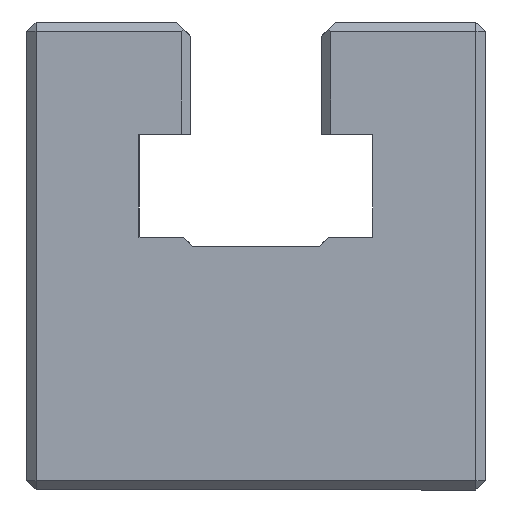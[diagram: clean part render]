
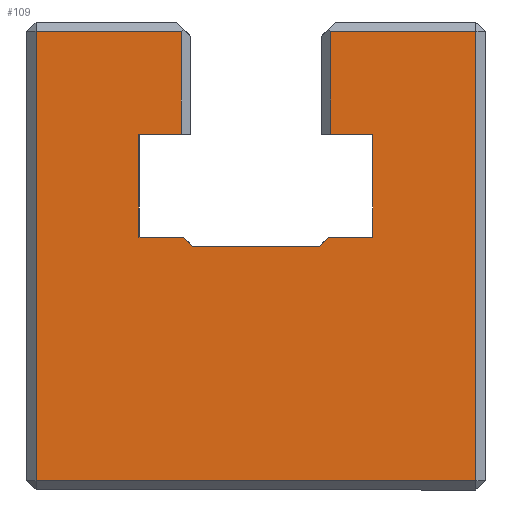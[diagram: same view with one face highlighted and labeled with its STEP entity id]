
A CAD part, left-side view. The second image highlights one B-rep face of the part: STEP entity #109.
In plain terms, the highlighted planar face has unit normal (-1, 0, 0).
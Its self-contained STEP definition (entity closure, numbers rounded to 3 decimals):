
#109 = ADVANCED_FACE( '', ( #228 ), #229, .F. );
#228 = FACE_OUTER_BOUND( '', #396, .T. );
#229 = PLANE( '', #397 );
#396 = EDGE_LOOP( '', ( #749, #750, #751, #752, #753, #754, #755, #756, #757, #758, #759, #760, #761, #762, #763, #764 ) );
#397 = AXIS2_PLACEMENT_3D( '', #765, #766, #767 );
#749 = ORIENTED_EDGE( '', *, *, #1221, .T. );
#750 = ORIENTED_EDGE( '', *, *, #1182, .T. );
#751 = ORIENTED_EDGE( '', *, *, #1222, .T. );
#752 = ORIENTED_EDGE( '', *, *, #1223, .T. );
#753 = ORIENTED_EDGE( '', *, *, #1224, .T. );
#754 = ORIENTED_EDGE( '', *, *, #1225, .T. );
#755 = ORIENTED_EDGE( '', *, *, #1226, .T. );
#756 = ORIENTED_EDGE( '', *, *, #1227, .T. );
#757 = ORIENTED_EDGE( '', *, *, #1228, .T. );
#758 = ORIENTED_EDGE( '', *, *, #1229, .T. );
#759 = ORIENTED_EDGE( '', *, *, #1142, .T. );
#760 = ORIENTED_EDGE( '', *, *, #1230, .T. );
#761 = ORIENTED_EDGE( '', *, *, #1200, .T. );
#762 = ORIENTED_EDGE( '', *, *, #1189, .T. );
#763 = ORIENTED_EDGE( '', *, *, #1205, .T. );
#764 = ORIENTED_EDGE( '', *, *, #1210, .T. );
#765 = CARTESIAN_POINT( '', ( -99.5, -24.5, 0. ) );
#766 = DIRECTION( '', ( 1., 0., 0. ) );
#767 = DIRECTION( '', ( 0., 1., 0. ) );
#1142 = EDGE_CURVE( '', #1368, #1366, #1369, .T. );
#1182 = EDGE_CURVE( '', #1435, #1438, #1440, .T. );
#1189 = EDGE_CURVE( '', #1454, #1452, #1455, .T. );
#1200 = EDGE_CURVE( '', #1473, #1454, #1474, .T. );
#1205 = EDGE_CURVE( '', #1452, #1479, #1481, .T. );
#1210 = EDGE_CURVE( '', #1479, #1488, #1489, .T. );
#1221 = EDGE_CURVE( '', #1488, #1435, #1504, .T. );
#1222 = EDGE_CURVE( '', #1438, #1505, #1506, .T. );
#1223 = EDGE_CURVE( '', #1505, #1507, #1508, .T. );
#1224 = EDGE_CURVE( '', #1507, #1509, #1510, .T. );
#1225 = EDGE_CURVE( '', #1509, #1511, #1512, .T. );
#1226 = EDGE_CURVE( '', #1511, #1513, #1514, .T. );
#1227 = EDGE_CURVE( '', #1513, #1515, #1516, .T. );
#1228 = EDGE_CURVE( '', #1515, #1517, #1518, .T. );
#1229 = EDGE_CURVE( '', #1517, #1368, #1519, .T. );
#1230 = EDGE_CURVE( '', #1366, #1473, #1520, .T. );
#1366 = VERTEX_POINT( '', #1709 );
#1368 = VERTEX_POINT( '', #1712 );
#1369 = LINE( '', #1713, #1714 );
#1435 = VERTEX_POINT( '', #1810 );
#1438 = VERTEX_POINT( '', #1815 );
#1440 = LINE( '', #1818, #1819 );
#1452 = VERTEX_POINT( '', #1833 );
#1454 = VERTEX_POINT( '', #1836 );
#1455 = LINE( '', #1837, #1838 );
#1473 = VERTEX_POINT( '', #1865 );
#1474 = LINE( '', #1866, #1867 );
#1479 = VERTEX_POINT( '', #1874 );
#1481 = LINE( '', #1877, #1878 );
#1488 = VERTEX_POINT( '', #1887 );
#1489 = LINE( '', #1888, #1889 );
#1504 = LINE( '', #1908, #1909 );
#1505 = VERTEX_POINT( '', #1910 );
#1506 = LINE( '', #1911, #1912 );
#1507 = VERTEX_POINT( '', #1913 );
#1508 = LINE( '', #1914, #1915 );
#1509 = VERTEX_POINT( '', #1916 );
#1510 = LINE( '', #1917, #1918 );
#1511 = VERTEX_POINT( '', #1919 );
#1512 = LINE( '', #1920, #1921 );
#1513 = VERTEX_POINT( '', #1922 );
#1514 = LINE( '', #1923, #1924 );
#1515 = VERTEX_POINT( '', #1925 );
#1516 = LINE( '', #1926, #1927 );
#1517 = VERTEX_POINT( '', #1928 );
#1518 = LINE( '', #1929, #1930 );
#1519 = LINE( '', #1931, #1932 );
#1520 = LINE( '', #1933, #1934 );
#1709 = CARTESIAN_POINT( '', ( -99.5, -7.75, 27. ) );
#1712 = CARTESIAN_POINT( '', ( -99.5, -12.5, 27. ) );
#1713 = CARTESIAN_POINT( '', ( -99.5, -12.5, 27. ) );
#1714 = VECTOR( '', #2143, 1000. );
#1810 = CARTESIAN_POINT( '', ( -99.5, 8., 38. ) );
#1815 = CARTESIAN_POINT( '', ( -99.5, 8., 49. ) );
#1818 = CARTESIAN_POINT( '', ( -99.5, 8., 48.5 ) );
#1819 = VECTOR( '', #2204, 1000. );
#1833 = CARTESIAN_POINT( '', ( -99.5, 7.75, 27. ) );
#1836 = CARTESIAN_POINT( '', ( -99.5, 6.75, 26. ) );
#1837 = CARTESIAN_POINT( '', ( -99.5, 7.75, 27. ) );
#1838 = VECTOR( '', #2217, 1000. );
#1865 = CARTESIAN_POINT( '', ( -99.5, -6.75, 26. ) );
#1866 = CARTESIAN_POINT( '', ( -99.5, -6.75, 26. ) );
#1867 = VECTOR( '', #2230, 1000. );
#1874 = CARTESIAN_POINT( '', ( -99.5, 12.5, 27. ) );
#1877 = CARTESIAN_POINT( '', ( -99.5, 7.75, 27. ) );
#1878 = VECTOR( '', #2237, 1000. );
#1887 = CARTESIAN_POINT( '', ( -99.5, 12.5, 38. ) );
#1888 = CARTESIAN_POINT( '', ( -99.5, 12.5, 27. ) );
#1889 = VECTOR( '', #2246, 1000. );
#1908 = CARTESIAN_POINT( '', ( -99.5, 12.5, 38. ) );
#1909 = VECTOR( '', #2269, 1000. );
#1910 = CARTESIAN_POINT( '', ( -99.5, 23.5, 49. ) );
#1911 = CARTESIAN_POINT( '', ( -99.5, -24.5, 49. ) );
#1912 = VECTOR( '', #2270, 1000. );
#1913 = CARTESIAN_POINT( '', ( -99.5, 23.5, 1. ) );
#1914 = CARTESIAN_POINT( '', ( -99.5, 23.5, 0. ) );
#1915 = VECTOR( '', #2271, 1000. );
#1916 = CARTESIAN_POINT( '', ( -99.5, -23.5, 1. ) );
#1917 = CARTESIAN_POINT( '', ( -99.5, -24.5, 1. ) );
#1918 = VECTOR( '', #2272, 1000. );
#1919 = CARTESIAN_POINT( '', ( -99.5, -23.5, 49. ) );
#1920 = CARTESIAN_POINT( '', ( -99.5, -23.5, 0. ) );
#1921 = VECTOR( '', #2273, 1000. );
#1922 = CARTESIAN_POINT( '', ( -99.5, -8., 49. ) );
#1923 = CARTESIAN_POINT( '', ( -99.5, -24.5, 49. ) );
#1924 = VECTOR( '', #2274, 1000. );
#1925 = CARTESIAN_POINT( '', ( -99.5, -8., 38. ) );
#1926 = CARTESIAN_POINT( '', ( -99.5, -8., 38. ) );
#1927 = VECTOR( '', #2275, 1000. );
#1928 = CARTESIAN_POINT( '', ( -99.5, -12.5, 38. ) );
#1929 = CARTESIAN_POINT( '', ( -99.5, -7., 38. ) );
#1930 = VECTOR( '', #2276, 1000. );
#1931 = CARTESIAN_POINT( '', ( -99.5, -12.5, 38. ) );
#1932 = VECTOR( '', #2277, 1000. );
#1933 = CARTESIAN_POINT( '', ( -99.5, -7.75, 27. ) );
#1934 = VECTOR( '', #2278, 1000. );
#2143 = DIRECTION( '', ( 0., 1., 0. ) );
#2204 = DIRECTION( '', ( 0., 0., 1. ) );
#2217 = DIRECTION( '', ( 0., 0.707, 0.707 ) );
#2230 = DIRECTION( '', ( 0., 1., 0. ) );
#2237 = DIRECTION( '', ( 0., 1., 0. ) );
#2246 = DIRECTION( '', ( 0., 0., 1. ) );
#2269 = DIRECTION( '', ( 0., -1., 0. ) );
#2270 = DIRECTION( '', ( 0., 1., 0. ) );
#2271 = DIRECTION( '', ( 0., 0., -1. ) );
#2272 = DIRECTION( '', ( 0., -1., 0. ) );
#2273 = DIRECTION( '', ( 0., 0., 1. ) );
#2274 = DIRECTION( '', ( 0., 1., 0. ) );
#2275 = DIRECTION( '', ( 0., 0., -1. ) );
#2276 = DIRECTION( '', ( 0., -1., 0. ) );
#2277 = DIRECTION( '', ( 0., 0., -1. ) );
#2278 = DIRECTION( '', ( 0., 0.707, -0.707 ) );
